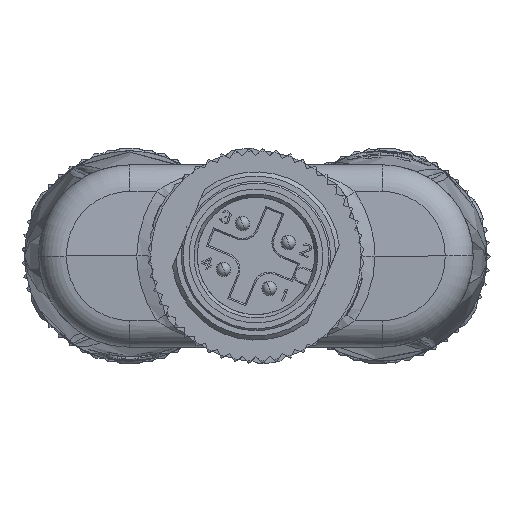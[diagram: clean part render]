
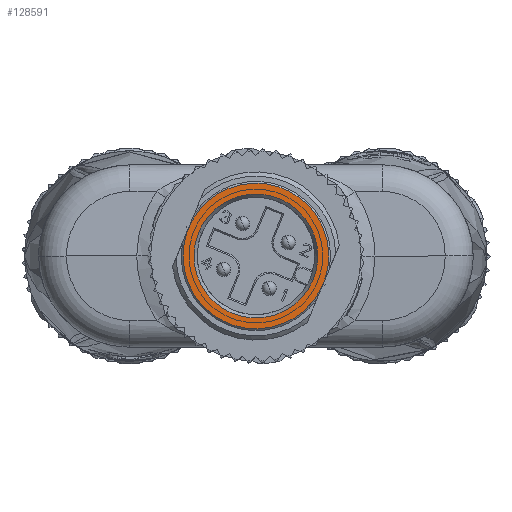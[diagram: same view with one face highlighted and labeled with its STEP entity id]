
A CAD part, left-side view. The second image highlights one B-rep face of the part: STEP entity #128591.
In plain terms, the highlighted planar face has unit normal (-1, 0, 0).
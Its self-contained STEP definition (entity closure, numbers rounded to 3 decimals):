
#42028=CARTESIAN_POINT('',(-159.82,0.,0.));
#42029=DIRECTION('',(1.,0.,0.));
#42030=DIRECTION('',(0.,0.924,-0.383));
#42031=AXIS2_PLACEMENT_3D('',#42028,#42029,#42030);
#42033=CARTESIAN_POINT('',(-159.82,0.,0.));
#42034=DIRECTION('',(1.,0.,0.));
#42035=DIRECTION('',(0.,-0.924,0.383));
#42036=AXIS2_PLACEMENT_3D('',#42033,#42034,#42035);
#42038=CARTESIAN_POINT('',(-159.82,0.,0.));
#42039=DIRECTION('',(-1.,0.,0.));
#42040=DIRECTION('',(0.,0.924,0.383));
#42041=AXIS2_PLACEMENT_3D('',#42038,#42039,#42040);
#42043=CARTESIAN_POINT('',(-159.82,0.,0.));
#42044=DIRECTION('',(-1.,0.,0.));
#42045=DIRECTION('',(0.,-0.924,-0.383));
#42046=AXIS2_PLACEMENT_3D('',#42043,#42044,#42045);
#58389=CARTESIAN_POINT('',(-159.82,4.804,-1.99));
#58390=CARTESIAN_POINT('',(-159.82,-4.804,1.99));
#58391=VERTEX_POINT('',#58389);
#58392=VERTEX_POINT('',#58390);
#58393=CARTESIAN_POINT('',(-159.82,4.082,1.691));
#58394=CARTESIAN_POINT('',(-159.82,-4.082,-1.691));
#58395=VERTEX_POINT('',#58393);
#58396=VERTEX_POINT('',#58394);
#128576=CARTESIAN_POINT('',(-159.82,0.,0.));
#128577=DIRECTION('',(-1.,0.,0.));
#128578=DIRECTION('',(0.,-0.383,-0.924));
#128579=AXIS2_PLACEMENT_3D('',#128576,#128577,#128578);
#128580=PLANE('',#128579);
#128581=ORIENTED_EDGE('',*,*,#128562,.T.);
#128582=ORIENTED_EDGE('',*,*,#128544,.T.);
#128583=EDGE_LOOP('',(#128581,#128582));
#128584=FACE_OUTER_BOUND('',#128583,.F.);
#128586=ORIENTED_EDGE('',*,*,#128585,.T.);
#128588=ORIENTED_EDGE('',*,*,#128587,.T.);
#128589=EDGE_LOOP('',(#128586,#128588));
#128590=FACE_BOUND('',#128589,.F.);
#128591=ADVANCED_FACE('',(#128584,#128590),#128580,.T.);
#42032=CIRCLE('',#42031,5.2);
#42037=CIRCLE('',#42036,5.2);
#42042=CIRCLE('',#42041,4.418);
#42047=CIRCLE('',#42046,4.418);
#128544=EDGE_CURVE('',#58392,#58391,#42037,.T.);
#128562=EDGE_CURVE('',#58391,#58392,#42032,.T.);
#128585=EDGE_CURVE('',#58395,#58396,#42042,.T.);
#128587=EDGE_CURVE('',#58396,#58395,#42047,.T.);
